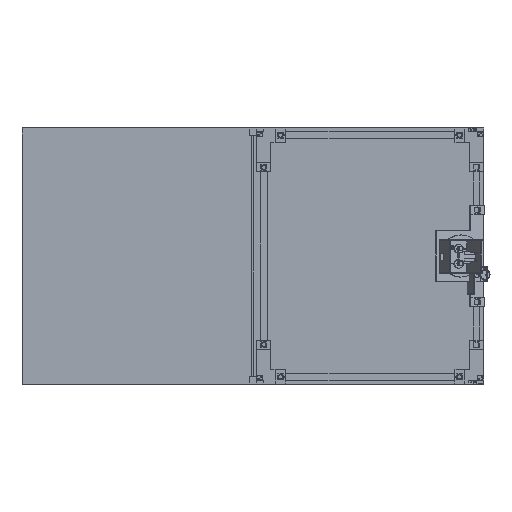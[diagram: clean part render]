
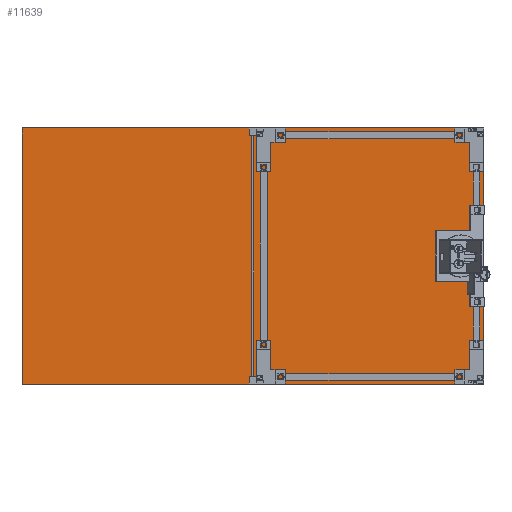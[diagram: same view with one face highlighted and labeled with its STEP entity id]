
A CAD part, top view. The second image highlights one B-rep face of the part: STEP entity #11639.
In plain terms, the highlighted planar face has unit normal (0, 0, 1).
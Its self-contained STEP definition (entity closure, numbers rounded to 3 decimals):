
#4909=LINE('',#53591,#7735);
#4913=LINE('',#53599,#7739);
#4916=LINE('',#53605,#7742);
#4918=LINE('',#53608,#7744);
#7735=VECTOR('',#40775,1.);
#7739=VECTOR('',#40781,1.);
#7742=VECTOR('',#40786,1.);
#7744=VECTOR('',#40790,1.);
#8632=PLANE('',#33436);
#10114=FACE_OUTER_BOUND('',#13980,.T.);
#11639=ADVANCED_FACE('',(#10114),#8632,.T.);
#13980=EDGE_LOOP('',(#21988,#21989,#21990,#21991));
#21988=ORIENTED_EDGE('',*,*,#29564,.T.);
#21989=ORIENTED_EDGE('',*,*,#29568,.T.);
#21990=ORIENTED_EDGE('',*,*,#29571,.T.);
#21991=ORIENTED_EDGE('',*,*,#29573,.T.);
#25385=VERTEX_POINT('',#53590);
#25386=VERTEX_POINT('',#53592);
#25388=VERTEX_POINT('',#53598);
#25390=VERTEX_POINT('',#53604);
#29564=EDGE_CURVE('',#25386,#25385,#4909,.T.);
#29568=EDGE_CURVE('',#25385,#25388,#4913,.T.);
#29571=EDGE_CURVE('',#25388,#25390,#4916,.T.);
#29573=EDGE_CURVE('',#25390,#25386,#4918,.T.);
#33436=AXIS2_PLACEMENT_3D('',#53610,#40793,#40794);
#40775=DIRECTION('',(0.,-1.,0.));
#40781=DIRECTION('',(1.,0.,0.));
#40786=DIRECTION('',(0.,1.,0.));
#40790=DIRECTION('',(-1.,0.,0.));
#40793=DIRECTION('',(0.,0.,1.));
#40794=DIRECTION('',(1.,0.,0.));
#53590=CARTESIAN_POINT('',(-760.,-1370.,10.));
#53591=CARTESIAN_POINT('',(-760.,1370.,10.));
#53592=CARTESIAN_POINT('',(-760.,1370.,10.));
#53598=CARTESIAN_POINT('',(760.,-1370.,10.));
#53599=CARTESIAN_POINT('',(-760.,-1370.,10.));
#53604=CARTESIAN_POINT('',(760.,1370.,10.));
#53605=CARTESIAN_POINT('',(760.,-1370.,10.));
#53608=CARTESIAN_POINT('',(760.,1370.,10.));
#53610=CARTESIAN_POINT('',(0.,0.,10.));
